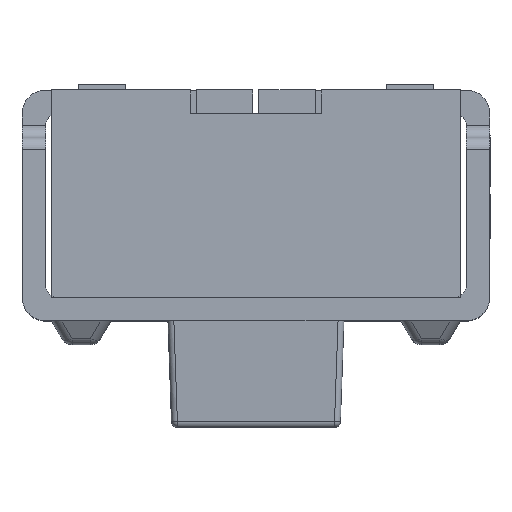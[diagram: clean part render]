
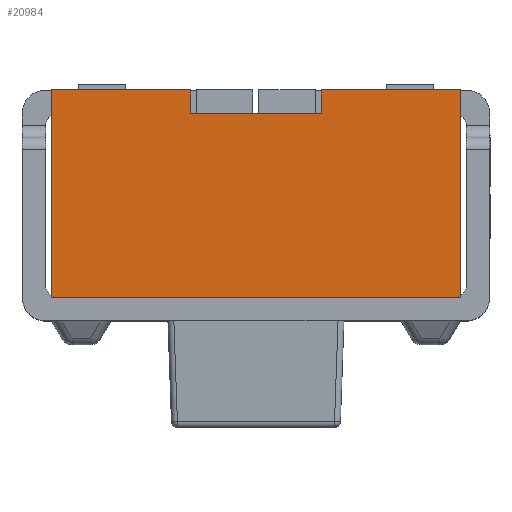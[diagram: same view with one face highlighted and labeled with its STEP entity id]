
A CAD part, top view. The second image highlights one B-rep face of the part: STEP entity #20984.
In plain terms, the highlighted planar face has unit normal (0, 0, 1).
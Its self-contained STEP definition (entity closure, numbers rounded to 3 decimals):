
#199 = VECTOR ( 'NONE', #14267, 1000. ) ;
#281 = EDGE_LOOP ( 'NONE', ( #13900, #10928, #20677, #2554, #7568, #2352, #6908, #1121 ) ) ;
#384 = LINE ( 'NONE', #16134, #5249 ) ;
#880 = LINE ( 'NONE', #19436, #11245 ) ;
#914 = FACE_OUTER_BOUND ( 'NONE', #281, .T. ) ;
#1121 = ORIENTED_EDGE ( 'NONE', *, *, #13161, .T. ) ;
#1522 = CARTESIAN_POINT ( 'NONE',  ( -1.975, 1.25, 1.62 ) ) ;
#1550 = VECTOR ( 'NONE', #13409, 1000. ) ;
#1932 = VERTEX_POINT ( 'NONE', #16063 ) ;
#2154 = CARTESIAN_POINT ( 'NONE',  ( -1.725, 1.25, 1.62 ) ) ;
#2352 = ORIENTED_EDGE ( 'NONE', *, *, #6207, .T. ) ;
#2466 = DIRECTION ( 'NONE',  ( -1., 0., 0. ) ) ;
#2510 = DIRECTION ( 'NONE',  ( 0., 0., 1. ) ) ;
#2554 = ORIENTED_EDGE ( 'NONE', *, *, #10498, .T. ) ;
#3142 = VERTEX_POINT ( 'NONE', #17547 ) ;
#3821 = DIRECTION ( 'NONE',  ( 1., 0., 0. ) ) ;
#3922 = LINE ( 'NONE', #16133, #12404 ) ;
#4147 = VERTEX_POINT ( 'NONE', #19025 ) ;
#4252 = EDGE_CURVE ( 'NONE', #1932, #18347, #21252, .T. ) ;
#5249 = VECTOR ( 'NONE', #7248, 1000. ) ;
#6207 = EDGE_CURVE ( 'NONE', #18347, #17902, #15825, .T. ) ;
#6468 = LINE ( 'NONE', #1522, #1550 ) ;
#6689 = VECTOR ( 'NONE', #16049, 1000. ) ;
#6908 = ORIENTED_EDGE ( 'NONE', *, *, #22300, .F. ) ;
#7248 = DIRECTION ( 'NONE',  ( 0., -1., 0. ) ) ;
#7294 = VERTEX_POINT ( 'NONE', #17681 ) ;
#7337 = LINE ( 'NONE', #7561, #8492 ) ;
#7561 = CARTESIAN_POINT ( 'NONE',  ( -0.55, 1.05, 1.62 ) ) ;
#7568 = ORIENTED_EDGE ( 'NONE', *, *, #4252, .T. ) ;
#8492 = VECTOR ( 'NONE', #14519, 1000. ) ;
#10498 = EDGE_CURVE ( 'NONE', #4147, #1932, #6468, .T. ) ;
#10507 = CARTESIAN_POINT ( 'NONE',  ( 0.55, 1.05, 1.62 ) ) ;
#10928 = ORIENTED_EDGE ( 'NONE', *, *, #15446, .F. ) ;
#10954 = AXIS2_PLACEMENT_3D ( 'NONE', #18141, #2510, #12909 ) ;
#11245 = VECTOR ( 'NONE', #2466, 1000. ) ;
#12158 = VERTEX_POINT ( 'NONE', #10507 ) ;
#12404 = VECTOR ( 'NONE', #16250, 1000. ) ;
#12894 = EDGE_CURVE ( 'NONE', #7294, #4147, #7337, .T. ) ;
#12909 = DIRECTION ( 'NONE',  ( 1., 0., 0. ) ) ;
#13161 = EDGE_CURVE ( 'NONE', #3142, #15433, #880, .T. ) ;
#13409 = DIRECTION ( 'NONE',  ( -1., 0., 0. ) ) ;
#13900 = ORIENTED_EDGE ( 'NONE', *, *, #22014, .F. ) ;
#14267 = DIRECTION ( 'NONE',  ( 0., -1., 0. ) ) ;
#14336 = LINE ( 'NONE', #15720, #6689 ) ;
#14519 = DIRECTION ( 'NONE',  ( 0., 1., 0. ) ) ;
#15433 = VERTEX_POINT ( 'NONE', #21302 ) ;
#15446 = EDGE_CURVE ( 'NONE', #7294, #12158, #3922, .T. ) ;
#15718 = CARTESIAN_POINT ( 'NONE',  ( -1.975, -0.5, 1.62 ) ) ;
#15720 = CARTESIAN_POINT ( 'NONE',  ( 0.55, 1.05, 1.62 ) ) ;
#15825 = LINE ( 'NONE', #15718, #20088 ) ;
#16049 = DIRECTION ( 'NONE',  ( 0., 1., 0. ) ) ;
#16063 = CARTESIAN_POINT ( 'NONE',  ( -1.725, 1.25, 1.62 ) ) ;
#16133 = CARTESIAN_POINT ( 'NONE',  ( -0.55, 1.05, 1.62 ) ) ;
#16134 = CARTESIAN_POINT ( 'NONE',  ( 1.725, 1.25, 1.62 ) ) ;
#16250 = DIRECTION ( 'NONE',  ( 1., 0., 0. ) ) ;
#16734 = CARTESIAN_POINT ( 'NONE',  ( 1.725, -0.5, 1.62 ) ) ;
#17496 = CARTESIAN_POINT ( 'NONE',  ( -1.725, -0.5, 1.62 ) ) ;
#17547 = CARTESIAN_POINT ( 'NONE',  ( 1.725, 1.25, 1.62 ) ) ;
#17681 = CARTESIAN_POINT ( 'NONE',  ( -0.55, 1.05, 1.62 ) ) ;
#17902 = VERTEX_POINT ( 'NONE', #16734 ) ;
#18141 = CARTESIAN_POINT ( 'NONE',  ( 0., 0., 1.62 ) ) ;
#18347 = VERTEX_POINT ( 'NONE', #17496 ) ;
#19025 = CARTESIAN_POINT ( 'NONE',  ( -0.55, 1.25, 1.62 ) ) ;
#19436 = CARTESIAN_POINT ( 'NONE',  ( -1.975, 1.25, 1.62 ) ) ;
#20088 = VECTOR ( 'NONE', #3821, 1000. ) ;
#20677 = ORIENTED_EDGE ( 'NONE', *, *, #12894, .T. ) ;
#20984 = ADVANCED_FACE ( 'NONE', ( #914 ), #21605, .T. ) ;
#21252 = LINE ( 'NONE', #2154, #199 ) ;
#21302 = CARTESIAN_POINT ( 'NONE',  ( 0.55, 1.25, 1.62 ) ) ;
#21605 = PLANE ( 'NONE',  #10954 ) ;
#22014 = EDGE_CURVE ( 'NONE', #12158, #15433, #14336, .T. ) ;
#22300 = EDGE_CURVE ( 'NONE', #3142, #17902, #384, .T. ) ;
